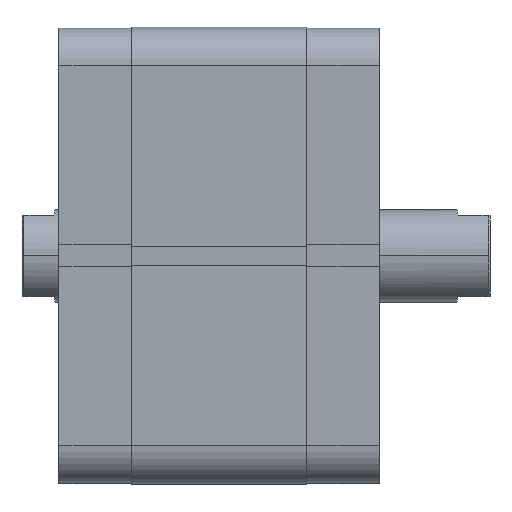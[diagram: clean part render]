
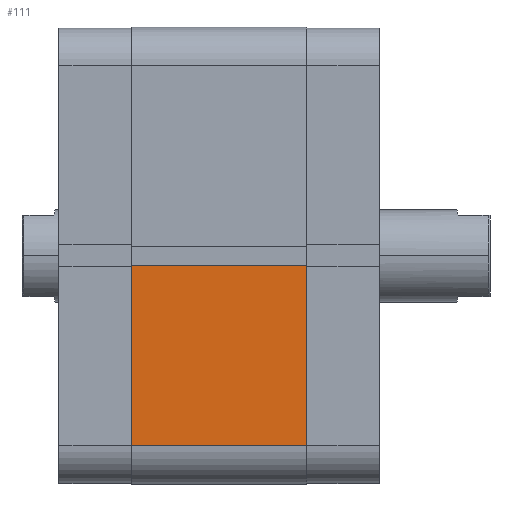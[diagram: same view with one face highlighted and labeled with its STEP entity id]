
A CAD part, top view. The second image highlights one B-rep face of the part: STEP entity #111.
In plain terms, the highlighted face is planar.
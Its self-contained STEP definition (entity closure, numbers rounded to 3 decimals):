
#111 = ADVANCED_FACE ( 'NONE', ( #4852 ), #576, .T. ) ;
#576 = PLANE ( 'NONE',  #6973 ) ;
#579 = CARTESIAN_POINT ( 'NONE',  ( 2.6, 62., -47.5 ) ) ;
#585 = DIRECTION ( 'NONE',  ( 0., 1., 0. ) ) ;
#586 = DIRECTION ( 'NONE',  ( 0., 0., 1. ) ) ;
#1038 = CARTESIAN_POINT ( 'NONE',  ( 51.5, 62., -47.5 ) ) ;
#1063 = CARTESIAN_POINT ( 'NONE',  ( 2.6, 62., 0. ) ) ;
#1085 = CARTESIAN_POINT ( 'NONE',  ( 2.6, 62., -47.5 ) ) ;
#1102 = CARTESIAN_POINT ( 'NONE',  ( 51.5, 62., 0. ) ) ;
#1893 = CARTESIAN_POINT ( 'NONE',  ( 51.5, 62., -47.5 ) ) ;
#1894 = DIRECTION ( 'NONE',  ( 0., 0., 1. ) ) ;
#1897 = CARTESIAN_POINT ( 'NONE',  ( 2.6, 62., 0. ) ) ;
#1898 = DIRECTION ( 'NONE',  ( -1., 0., 0. ) ) ;
#2043 = CARTESIAN_POINT ( 'NONE',  ( 2.6, 62., -47.5 ) ) ;
#2044 = DIRECTION ( 'NONE',  ( -1., 0., 0. ) ) ;
#2049 = CARTESIAN_POINT ( 'NONE',  ( 2.6, 62., -47.5 ) ) ;
#2050 = DIRECTION ( 'NONE',  ( 0., 0., 1. ) ) ;
#2866 = LINE ( 'NONE', #1893, #2867 ) ;
#2867 = VECTOR ( 'NONE', #1894, 1000. ) ;
#2870 = LINE ( 'NONE', #1897, #2871 ) ;
#2871 = VECTOR ( 'NONE', #1898, 1000. ) ;
#2979 = LINE ( 'NONE', #2043, #2980 ) ;
#2980 = VECTOR ( 'NONE', #2044, 1000. ) ;
#2985 = LINE ( 'NONE', #2049, #2986 ) ;
#2986 = VECTOR ( 'NONE', #2050, 1000. ) ;
#4504 = ORIENTED_EDGE ( 'NONE', *, *, #6555, .T. ) ;
#4505 = ORIENTED_EDGE ( 'NONE', *, *, #6552, .T. ) ;
#4506 = ORIENTED_EDGE ( 'NONE', *, *, #6487, .F. ) ;
#4507 = ORIENTED_EDGE ( 'NONE', *, *, #6489, .F. ) ;
#4852 = FACE_OUTER_BOUND ( 'NONE', #5333, .T. ) ;
#5333 = EDGE_LOOP ( 'NONE', ( #4507, #4506, #4505, #4504 ) ) ;
#5701 = VERTEX_POINT ( 'NONE', #1038 ) ;
#5726 = VERTEX_POINT ( 'NONE', #1063 ) ;
#5748 = VERTEX_POINT ( 'NONE', #1085 ) ;
#5765 = VERTEX_POINT ( 'NONE', #1102 ) ;
#6487 = EDGE_CURVE ( 'NONE', #5701, #5765, #2866, .T. ) ;
#6489 = EDGE_CURVE ( 'NONE', #5765, #5726, #2870, .T. ) ;
#6552 = EDGE_CURVE ( 'NONE', #5701, #5748, #2979, .T. ) ;
#6555 = EDGE_CURVE ( 'NONE', #5748, #5726, #2985, .T. ) ;
#6973 = AXIS2_PLACEMENT_3D ( 'NONE', #579, #585, #586 ) ;
